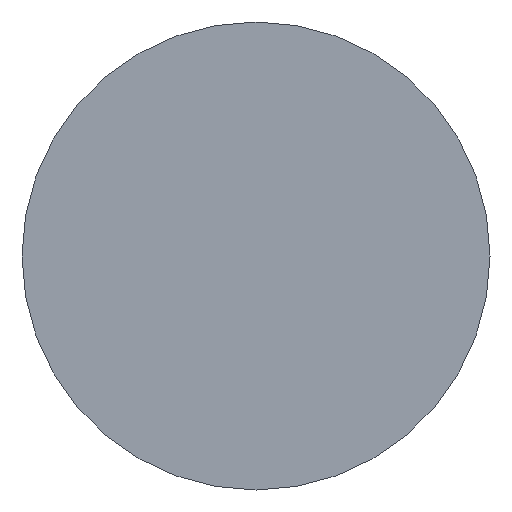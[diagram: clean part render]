
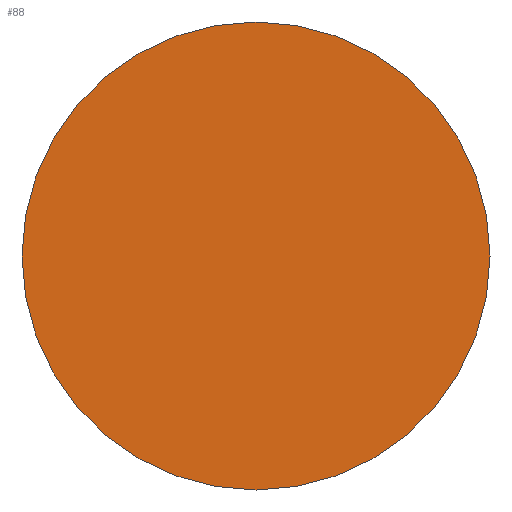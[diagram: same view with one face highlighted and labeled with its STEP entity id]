
A CAD part, left-side view. The second image highlights one B-rep face of the part: STEP entity #88.
In plain terms, the highlighted planar face has unit normal (-1, 0, 0).
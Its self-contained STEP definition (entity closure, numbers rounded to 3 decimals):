
#19 = VERTEX_POINT ( 'NONE', #174 ) ;
#22 = DIRECTION ( 'NONE',  ( -1., 0., 0. ) ) ;
#30 = EDGE_LOOP ( 'NONE', ( #86, #181 ) ) ;
#31 = CARTESIAN_POINT ( 'NONE',  ( 226.893, 130.519, 0. ) ) ;
#47 = PLANE ( 'NONE',  #56 ) ;
#56 = AXIS2_PLACEMENT_3D ( 'NONE', #144, #104, #159 ) ;
#60 = CIRCLE ( 'NONE', #140, 31.5 ) ;
#71 = DIRECTION ( 'NONE',  ( -1., 0., 0. ) ) ;
#73 = VERTEX_POINT ( 'NONE', #114 ) ;
#86 = ORIENTED_EDGE ( 'NONE', *, *, #92, .T. ) ;
#88 = ADVANCED_FACE ( 'NONE', ( #157 ), #47, .F. ) ;
#92 = EDGE_CURVE ( 'NONE', #19, #73, #172, .T. ) ;
#104 = DIRECTION ( 'NONE',  ( 1., 0., 0. ) ) ;
#107 = EDGE_CURVE ( 'NONE', #73, #19, #60, .T. ) ;
#114 = CARTESIAN_POINT ( 'NONE',  ( 226.893, 130.519, -31.5 ) ) ;
#115 = DIRECTION ( 'NONE',  ( 0., 0., 1. ) ) ;
#125 = AXIS2_PLACEMENT_3D ( 'NONE', #31, #22, #115 ) ;
#136 = CARTESIAN_POINT ( 'NONE',  ( 226.893, 130.519, 0. ) ) ;
#140 = AXIS2_PLACEMENT_3D ( 'NONE', #136, #71, #166 ) ;
#144 = CARTESIAN_POINT ( 'NONE',  ( 226.893, 130.519, 0. ) ) ;
#157 = FACE_OUTER_BOUND ( 'NONE', #30, .T. ) ;
#159 = DIRECTION ( 'NONE',  ( 0., 0., -1. ) ) ;
#166 = DIRECTION ( 'NONE',  ( 0., 0., 1. ) ) ;
#172 = CIRCLE ( 'NONE', #125, 31.5 ) ;
#174 = CARTESIAN_POINT ( 'NONE',  ( 226.893, 130.519, 31.5 ) ) ;
#181 = ORIENTED_EDGE ( 'NONE', *, *, #107, .T. ) ;
